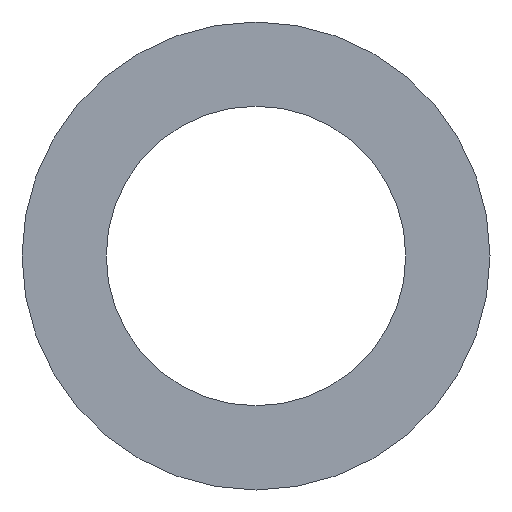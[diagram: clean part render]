
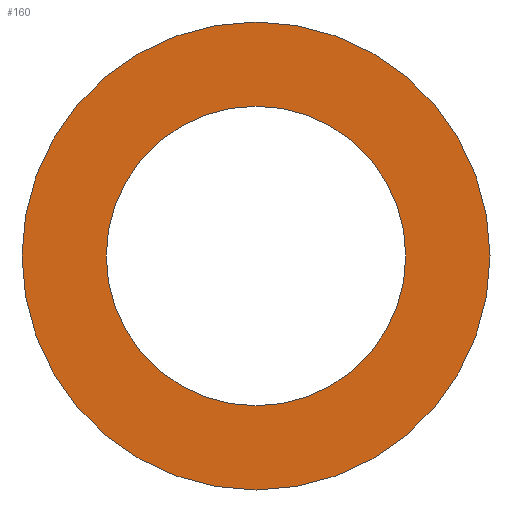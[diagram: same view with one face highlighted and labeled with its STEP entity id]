
A CAD part, front view. The second image highlights one B-rep face of the part: STEP entity #160.
In plain terms, the highlighted planar face has unit normal (0, -1, 0).
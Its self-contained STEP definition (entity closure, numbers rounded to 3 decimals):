
#8 = DIRECTION ( 'NONE',  ( 0., 1., 0. ) ) ;
#12 = AXIS2_PLACEMENT_3D ( 'NONE', #169, #133, #178 ) ;
#14 = CARTESIAN_POINT ( 'NONE',  ( 0., -10.5, 0. ) ) ;
#17 = CARTESIAN_POINT ( 'NONE',  ( 0., -10.5, 0. ) ) ;
#25 = AXIS2_PLACEMENT_3D ( 'NONE', #17, #198, #75 ) ;
#27 = EDGE_CURVE ( 'NONE', #170, #155, #37, .T. ) ;
#33 = AXIS2_PLACEMENT_3D ( 'NONE', #161, #8, #191 ) ;
#37 = CIRCLE ( 'NONE', #25, 1.6 ) ;
#53 = AXIS2_PLACEMENT_3D ( 'NONE', #96, #82, #143 ) ;
#63 = VERTEX_POINT ( 'NONE', #127 ) ;
#66 = ORIENTED_EDGE ( 'NONE', *, *, #27, .T. ) ;
#69 = CARTESIAN_POINT ( 'NONE',  ( 0., -10.5, -2.5 ) ) ;
#74 = DIRECTION ( 'NONE',  ( 0., 0., 1. ) ) ;
#75 = DIRECTION ( 'NONE',  ( 0., 0., 1. ) ) ;
#77 = EDGE_LOOP ( 'NONE', ( #66, #107 ) ) ;
#82 = DIRECTION ( 'NONE',  ( 0., 1., 0. ) ) ;
#89 = ORIENTED_EDGE ( 'NONE', *, *, #195, .F. ) ;
#93 = EDGE_LOOP ( 'NONE', ( #184, #89 ) ) ;
#96 = CARTESIAN_POINT ( 'NONE',  ( 0., -10.5, 0. ) ) ;
#100 = PLANE ( 'NONE',  #12 ) ;
#101 = CIRCLE ( 'NONE', #134, 2.5 ) ;
#102 = CARTESIAN_POINT ( 'NONE',  ( 0., -10.5, 1.6 ) ) ;
#103 = EDGE_CURVE ( 'NONE', #110, #63, #183, .T. ) ;
#107 = ORIENTED_EDGE ( 'NONE', *, *, #148, .T. ) ;
#110 = VERTEX_POINT ( 'NONE', #69 ) ;
#127 = CARTESIAN_POINT ( 'NONE',  ( 0., -10.5, 2.5 ) ) ;
#128 = CARTESIAN_POINT ( 'NONE',  ( 0., -10.5, -1.6 ) ) ;
#133 = DIRECTION ( 'NONE',  ( 0., 1., 0. ) ) ;
#134 = AXIS2_PLACEMENT_3D ( 'NONE', #14, #149, #74 ) ;
#143 = DIRECTION ( 'NONE',  ( 0., 0., 1. ) ) ;
#148 = EDGE_CURVE ( 'NONE', #155, #170, #186, .T. ) ;
#149 = DIRECTION ( 'NONE',  ( 0., 1., 0. ) ) ;
#155 = VERTEX_POINT ( 'NONE', #128 ) ;
#160 = ADVANCED_FACE ( 'NONE', ( #190, #179 ), #100, .F. ) ;
#161 = CARTESIAN_POINT ( 'NONE',  ( 0., -10.5, 0. ) ) ;
#169 = CARTESIAN_POINT ( 'NONE',  ( 0., -10.5, 0. ) ) ;
#170 = VERTEX_POINT ( 'NONE', #102 ) ;
#178 = DIRECTION ( 'NONE',  ( 0., 0., 1. ) ) ;
#179 = FACE_OUTER_BOUND ( 'NONE', #93, .T. ) ;
#183 = CIRCLE ( 'NONE', #33, 2.5 ) ;
#184 = ORIENTED_EDGE ( 'NONE', *, *, #103, .F. ) ;
#186 = CIRCLE ( 'NONE', #53, 1.6 ) ;
#190 = FACE_BOUND ( 'NONE', #77, .T. ) ;
#191 = DIRECTION ( 'NONE',  ( 0., 0., 1. ) ) ;
#195 = EDGE_CURVE ( 'NONE', #63, #110, #101, .T. ) ;
#198 = DIRECTION ( 'NONE',  ( 0., 1., 0. ) ) ;
